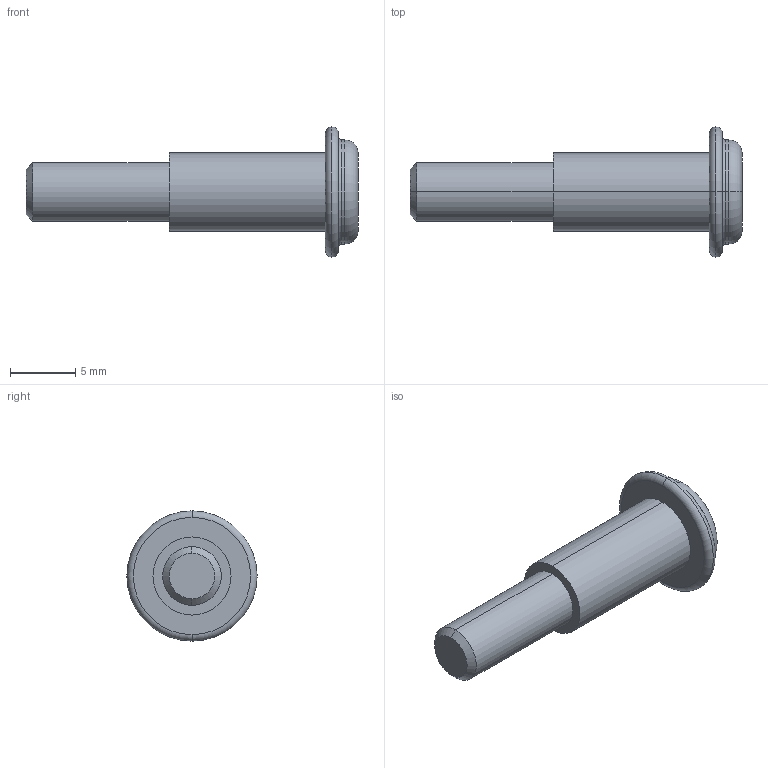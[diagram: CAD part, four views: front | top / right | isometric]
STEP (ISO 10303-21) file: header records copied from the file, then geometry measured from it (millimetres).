
FILE_DESCRIPTION (( 'STEP AP203' ), '1' );
FILE_NAME ('Moby-Vis ep-M4_Défaut_sldprt.STEP', '2019-11-01T12:19:33', ( '' ), ( '' ), 'SwSTEP 2.0', 'SolidWorks 2017', '' );
FILE_SCHEMA (( 'CONFIG_CONTROL_DESIGN' ));
Length unit declared in the file: millimetre
Products named in the file (1): Moby-Vis ep-M4_Défaut_sldprt
Bounding box: 25.5 x 10 x 10 mm (x, y, z)
Volume: 645.3 mm3; surface area: 602.8 mm2
Topology: 1 solids, 1 shells, 54 faces, 120 edges, 72 vertices
Faces by surface type: cylinder 22, plane 18, torus 12, cone 2
Entity records: 1577 total; most frequent: CARTESIAN_POINT 311, DIRECTION 258, ORIENTED_EDGE 240, EDGE_CURVE 120, AXIS2_PLACEMENT_3D 99, VERTEX_POINT 72, VECTOR 60, LINE 60
